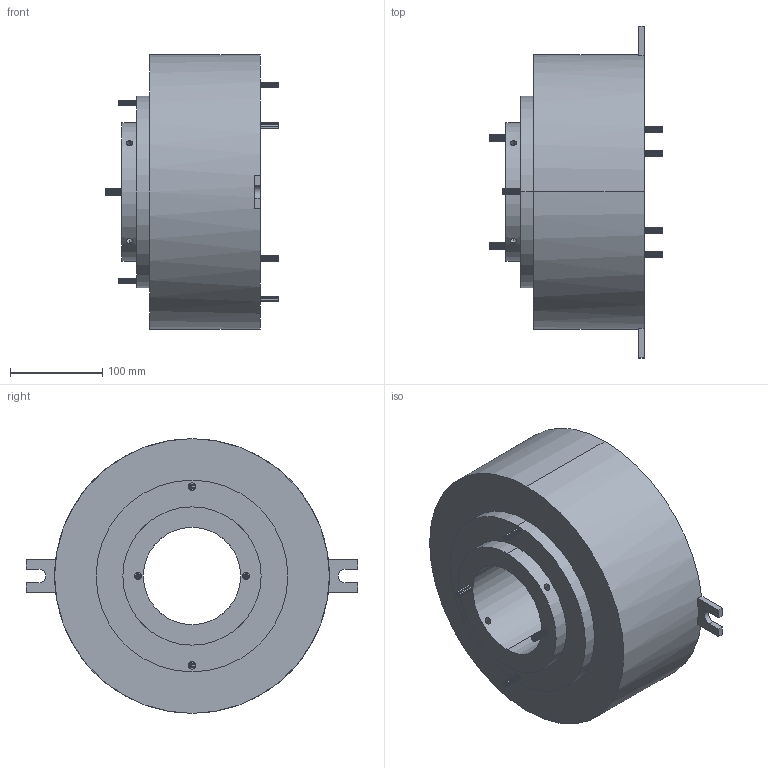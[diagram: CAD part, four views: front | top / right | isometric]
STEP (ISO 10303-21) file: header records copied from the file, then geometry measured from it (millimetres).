
FILE_DESCRIPTION (( 'STEP AP203' ), '1' );
FILE_NAME ('RX01218005.STEP', '2021-02-02T06:05:04', ( '微软用户' ), ( '微软中国' ), 'SwSTEP 2.0', 'SolidWorks 2014', '' );
FILE_SCHEMA (( 'CONFIG_CONTROL_DESIGN' ));
Length unit declared in the file: millimetre
Products named in the file (1): RX01218005
Bounding box: 188 x 360 x 298 mm (x, y, z)
Volume: 7823151.4 mm3; surface area: 318797.4 mm2
Topology: 3 solids, 3 shells, 334 faces, 706 edges, 468 vertices
Faces by surface type: cylinder 208, plane 118, cone 8
Entity records: 9755 total; most frequent: CARTESIAN_POINT 2029, DIRECTION 1772, ORIENTED_EDGE 1412, AXIS2_PLACEMENT_3D 747, EDGE_CURVE 706, VERTEX_POINT 468, EDGE_LOOP 442, CIRCLE 412
